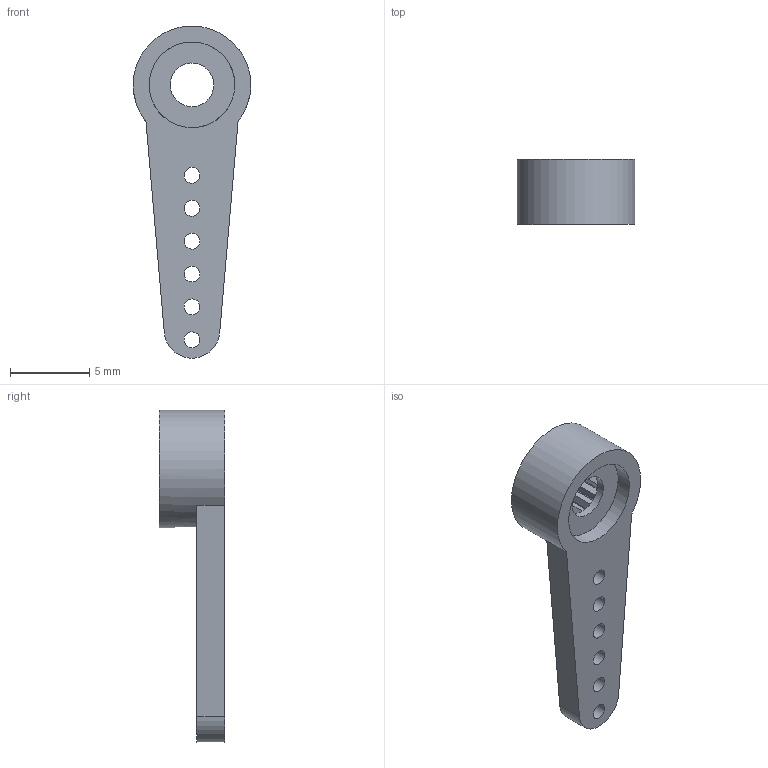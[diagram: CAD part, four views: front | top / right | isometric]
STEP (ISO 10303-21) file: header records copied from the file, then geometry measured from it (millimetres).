
FILE_DESCRIPTION(('TFLEX Exchange Step'),'2;1');
FILE_NAME(' - Деталь 2.stp', '2022-04-03T22:07:23+03:00',('ilya'),('Unknown organisation'),'TFLEX Exchange 2022.0','T-FLEX CAD','Unknown authorisation');
FILE_SCHEMA( ('AUTOMOTIVE_DESIGN { 1 0 10303 214 1 1 1 1 }') );
Length unit declared in the file: millimetre
Products named in the file (1): Nodes
Bounding box: 7.4 x 4.1 x 20.89 mm (x, y, z)
Volume: 206.3 mm3; surface area: 426.5 mm2
Topology: 1 solids, 1 shells, 99 faces, 301 edges, 206 vertices
Faces by surface type: plane 47, cylinder 30, cone 22
Full cylindrical faces by diameter (mm): 1 x6, 2.75 x1, 5.4 x1, 7.4 x1
Entity records: 7373 total; most frequent: CARTESIAN_POINT 4743, ORIENTED_EDGE 602, DIRECTION 483, EDGE_CURVE 301, VERTEX_POINT 206, AXIS2_PLACEMENT_3D 162, VECTOR 159, LINE 159
